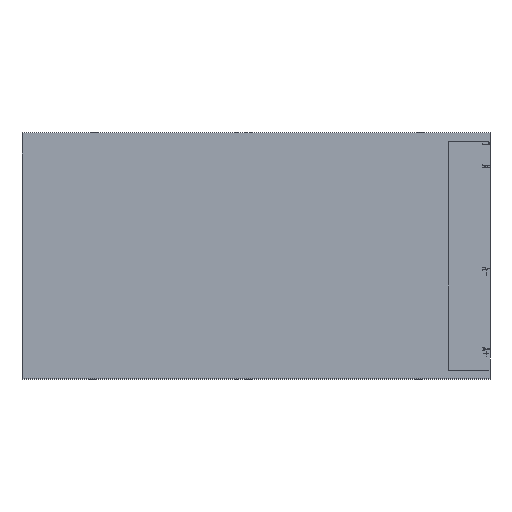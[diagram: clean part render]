
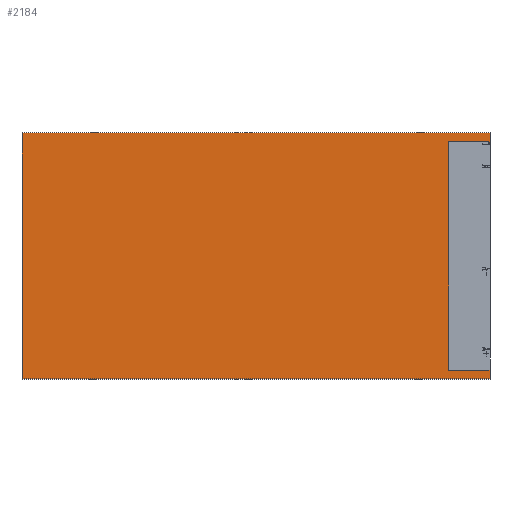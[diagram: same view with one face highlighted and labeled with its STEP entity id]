
A CAD part, top view. The second image highlights one B-rep face of the part: STEP entity #2184.
In plain terms, the highlighted planar face has unit normal (0, 0, 1).
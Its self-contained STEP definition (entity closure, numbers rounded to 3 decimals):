
#184=FACE_OUTER_BOUND('',#302,.T.);
#302=EDGE_LOOP('',(#1824,#1825,#1826,#1827,#1828,#1829,#1830,#1831));
#556=LINE('',#4132,#786);
#565=LINE('',#4166,#795);
#566=LINE('',#4169,#796);
#575=LINE('',#4195,#805);
#576=LINE('',#4196,#806);
#577=LINE('',#4198,#807);
#578=LINE('',#4200,#808);
#579=LINE('',#4201,#809);
#786=VECTOR('',#2671,105.016);
#795=VECTOR('',#2710,19.);
#796=VECTOR('',#2713,19.);
#805=VECTOR('',#2742,215.);
#806=VECTOR('',#2743,3.984);
#807=VECTOR('',#2744,4.);
#808=VECTOR('',#2745,215.);
#809=VECTOR('',#2746,113.);
#984=VERTEX_POINT('',#4125);
#987=VERTEX_POINT('',#4130);
#997=VERTEX_POINT('',#4164);
#998=VERTEX_POINT('',#4168);
#1004=VERTEX_POINT('',#4193);
#1005=VERTEX_POINT('',#4194);
#1006=VERTEX_POINT('',#4197);
#1007=VERTEX_POINT('',#4199);
#1256=EDGE_CURVE('',#984,#987,#556,.T.);
#1271=EDGE_CURVE('',#987,#997,#565,.T.);
#1272=EDGE_CURVE('',#998,#984,#566,.F.);
#1285=EDGE_CURVE('',#1004,#1005,#575,.T.);
#1286=EDGE_CURVE('',#1005,#998,#576,.T.);
#1287=EDGE_CURVE('',#997,#1006,#577,.T.);
#1288=EDGE_CURVE('',#1006,#1007,#578,.F.);
#1289=EDGE_CURVE('',#1007,#1004,#579,.F.);
#1824=ORIENTED_EDGE('',*,*,#1285,.T.);
#1825=ORIENTED_EDGE('',*,*,#1286,.T.);
#1826=ORIENTED_EDGE('',*,*,#1272,.T.);
#1827=ORIENTED_EDGE('',*,*,#1256,.T.);
#1828=ORIENTED_EDGE('',*,*,#1271,.T.);
#1829=ORIENTED_EDGE('',*,*,#1287,.T.);
#1830=ORIENTED_EDGE('',*,*,#1288,.T.);
#1831=ORIENTED_EDGE('',*,*,#1289,.T.);
#1961=PLANE('',#2313);
#2184=ADVANCED_FACE('',(#184),#1961,.T.);
#2313=AXIS2_PLACEMENT_3D('',#4192,#2740,#2741);
#2671=DIRECTION('',(0.,1.,0.));
#2710=DIRECTION('',(1.,0.,0.));
#2713=DIRECTION('',(1.,0.,0.));
#2740=DIRECTION('center_axis',(0.,0.,1.));
#2741=DIRECTION('ref_axis',(1.,0.,0.));
#2742=DIRECTION('',(1.,0.,0.));
#2743=DIRECTION('',(0.,1.,0.));
#2744=DIRECTION('',(0.,1.,0.));
#2745=DIRECTION('',(1.,0.,0.));
#2746=DIRECTION('',(0.,1.,0.));
#4125=CARTESIAN_POINT('',(88.5,-52.516,50.));
#4130=CARTESIAN_POINT('',(88.5,52.5,50.));
#4132=CARTESIAN_POINT('',(88.5,-52.516,50.));
#4164=CARTESIAN_POINT('',(107.5,52.5,50.));
#4166=CARTESIAN_POINT('',(88.5,52.5,50.));
#4168=CARTESIAN_POINT('',(107.5,-52.516,50.));
#4169=CARTESIAN_POINT('',(88.5,-52.516,50.));
#4192=CARTESIAN_POINT('Origin',(0.,0.,50.));
#4193=CARTESIAN_POINT('',(-107.5,-56.5,50.));
#4194=CARTESIAN_POINT('',(107.5,-56.5,50.));
#4195=CARTESIAN_POINT('',(-107.5,-56.5,50.));
#4196=CARTESIAN_POINT('',(107.5,-56.5,50.));
#4197=CARTESIAN_POINT('',(107.5,56.5,50.));
#4198=CARTESIAN_POINT('',(107.5,52.5,50.));
#4199=CARTESIAN_POINT('',(-107.5,56.5,50.));
#4200=CARTESIAN_POINT('',(-107.5,56.5,50.));
#4201=CARTESIAN_POINT('',(-107.5,-56.5,50.));
